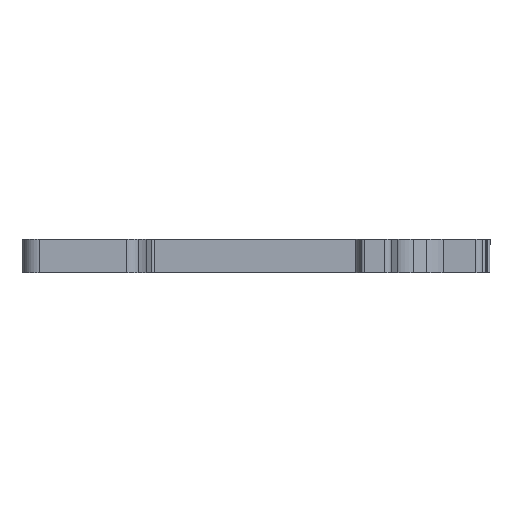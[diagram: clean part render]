
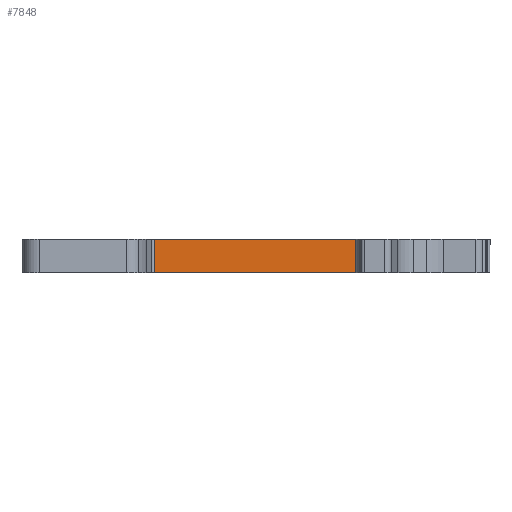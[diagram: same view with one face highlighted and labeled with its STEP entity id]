
A CAD part, front view. The second image highlights one B-rep face of the part: STEP entity #7848.
In plain terms, the highlighted planar face has unit normal (0, -1, 0).
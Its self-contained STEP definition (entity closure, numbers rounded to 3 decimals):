
#1514=DIRECTION('',(0.,0.,1.));
#1515=VECTOR('',#1514,5.2);
#1516=CARTESIAN_POINT('',(17.5,0.,-5.2));
#1517=LINE('',#1516,#1515);
#1521=DIRECTION('',(0.,0.,1.));
#1522=VECTOR('',#1521,5.2);
#1523=CARTESIAN_POINT('',(-14.8,0.,-5.2));
#1524=LINE('',#1523,#1522);
#1528=DIRECTION('',(1.,0.,0.));
#1529=VECTOR('',#1528,32.3);
#1530=CARTESIAN_POINT('',(-14.8,0.,0.));
#1531=LINE('',#1530,#1529);
#3065=DIRECTION('',(1.,0.,0.));
#3066=VECTOR('',#3065,32.3);
#3067=CARTESIAN_POINT('',(-14.8,0.,-5.2));
#3068=LINE('',#3067,#3066);
#5931=CARTESIAN_POINT('',(17.5,0.,0.));
#5932=VERTEX_POINT('',#5931);
#5933=CARTESIAN_POINT('',(-14.8,0.,0.));
#5934=VERTEX_POINT('',#5933);
#6305=CARTESIAN_POINT('',(17.5,0.,-5.2));
#6306=VERTEX_POINT('',#6305);
#6307=CARTESIAN_POINT('',(-14.8,0.,-5.2));
#6308=VERTEX_POINT('',#6307);
#7835=CARTESIAN_POINT('',(17.5,0.,0.));
#7836=DIRECTION('',(0.,1.,0.));
#7837=DIRECTION('',(1.,0.,0.));
#7838=AXIS2_PLACEMENT_3D('',#7835,#7836,#7837);
#7839=PLANE('',#7838);
#7841=ORIENTED_EDGE('',*,*,#7840,.T.);
#7842=ORIENTED_EDGE('',*,*,#7022,.T.);
#7843=ORIENTED_EDGE('',*,*,#7819,.F.);
#7845=ORIENTED_EDGE('',*,*,#7844,.F.);
#7846=EDGE_LOOP('',(#7841,#7842,#7843,#7845));
#7847=FACE_OUTER_BOUND('',#7846,.F.);
#7022=EDGE_CURVE('',#5934,#5932,#1531,.T.);
#7819=EDGE_CURVE('',#6306,#5932,#1517,.T.);
#7840=EDGE_CURVE('',#6308,#5934,#1524,.T.);
#7844=EDGE_CURVE('',#6308,#6306,#3068,.T.);
#7848=ADVANCED_FACE('',(#7847),#7839,.F.);
